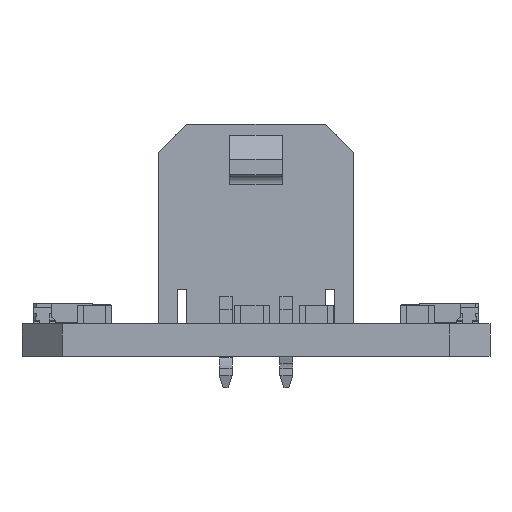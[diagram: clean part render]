
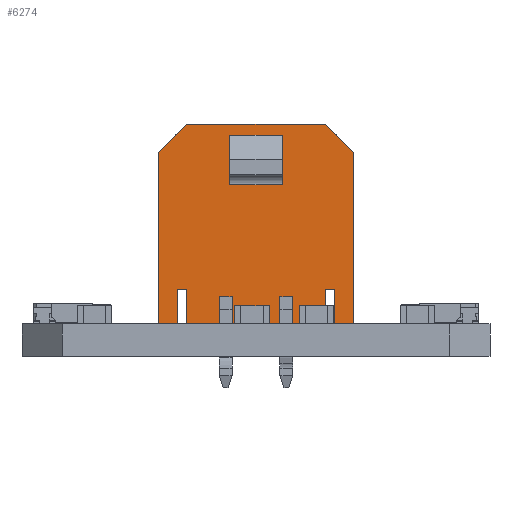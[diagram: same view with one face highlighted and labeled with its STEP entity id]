
A CAD part, front view. The second image highlights one B-rep face of the part: STEP entity #6274.
In plain terms, the highlighted planar face has unit normal (0, -1, 0).
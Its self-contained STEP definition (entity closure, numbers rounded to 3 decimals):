
#4879 = VERTEX_POINT('',#4880);
#4880 = CARTESIAN_POINT('',(3.425,-6.33,
    9.9));
#4886 = EDGE_CURVE('',#4879,#4887,#4889,.T.);
#4887 = VERTEX_POINT('',#4888);
#4888 = CARTESIAN_POINT('',(-3.425,-6.33,
    9.9));
#4889 = LINE('',#4890,#4891);
#4890 = CARTESIAN_POINT('',(3.425,-6.33,
    9.9));
#4891 = VECTOR('',#4892,1.);
#4892 = DIRECTION('',(-1.,0.,0.));
#5125 = VERTEX_POINT('',#5126);
#5126 = CARTESIAN_POINT('',(-4.825,-6.33,
    8.5));
#5132 = EDGE_CURVE('',#5133,#5125,#5135,.T.);
#5133 = VERTEX_POINT('',#5134);
#5134 = CARTESIAN_POINT('',(-4.825,-6.33,
    0.));
#5135 = LINE('',#5136,#5137);
#5136 = CARTESIAN_POINT('',(-4.825,-6.33,
    0.));
#5137 = VECTOR('',#5138,1.);
#5138 = DIRECTION('',(0.,0.,1.));
#5965 = VERTEX_POINT('',#5966);
#5966 = CARTESIAN_POINT('',(-1.82,-6.33,
    1.35));
#6015 = VERTEX_POINT('',#6016);
#6016 = CARTESIAN_POINT('',(-1.82,-6.33,
    0.));
#6022 = EDGE_CURVE('',#6015,#5965,#6023,.T.);
#6023 = LINE('',#6024,#6025);
#6024 = CARTESIAN_POINT('',(-1.82,-6.33,
    0.));
#6025 = VECTOR('',#6026,1.);
#6026 = DIRECTION('',(0.,0.,1.));
#6100 = VERTEX_POINT('',#6101);
#6101 = CARTESIAN_POINT('',(-1.18,-6.33,
    1.35));
#6116 = EDGE_CURVE('',#6100,#5965,#6117,.T.);
#6117 = LINE('',#6118,#6119);
#6118 = CARTESIAN_POINT('',(-1.18,-6.33,
    1.35));
#6119 = VECTOR('',#6120,1.);
#6120 = DIRECTION('',(-1.,0.,0.));
#6162 = EDGE_CURVE('',#6163,#6100,#6165,.T.);
#6163 = VERTEX_POINT('',#6164);
#6164 = CARTESIAN_POINT('',(-1.18,-6.33,
    0.));
#6165 = LINE('',#6166,#6167);
#6166 = CARTESIAN_POINT('',(-1.18,-6.33,
    0.));
#6167 = VECTOR('',#6168,1.);
#6168 = DIRECTION('',(0.,0.,1.));
#6274 = ADVANCED_FACE('',(#6275),#6412,.T.);
#6275 = FACE_BOUND('',#6276,.F.);
#6276 = EDGE_LOOP('',(#6277,#6287,#6295,#6301,#6302,#6303,#6304,#6312,
    #6320,#6328,#6336,#6342,#6343,#6349,#6350,#6358,#6366,#6374,#6382,
    #6390,#6398,#6406));
#6277 = ORIENTED_EDGE('',*,*,#6278,.T.);
#6278 = EDGE_CURVE('',#6279,#6281,#6283,.T.);
#6279 = VERTEX_POINT('',#6280);
#6280 = CARTESIAN_POINT('',(1.82,-6.33,
    1.35));
#6281 = VERTEX_POINT('',#6282);
#6282 = CARTESIAN_POINT('',(1.18,-6.33,
    1.35));
#6283 = LINE('',#6284,#6285);
#6284 = CARTESIAN_POINT('',(1.82,-6.33,
    1.35));
#6285 = VECTOR('',#6286,1.);
#6286 = DIRECTION('',(-1.,0.,0.));
#6287 = ORIENTED_EDGE('',*,*,#6288,.F.);
#6288 = EDGE_CURVE('',#6289,#6281,#6291,.T.);
#6289 = VERTEX_POINT('',#6290);
#6290 = CARTESIAN_POINT('',(1.18,-6.33,
    0.));
#6291 = LINE('',#6292,#6293);
#6292 = CARTESIAN_POINT('',(1.18,-6.33,
    0.));
#6293 = VECTOR('',#6294,1.);
#6294 = DIRECTION('',(0.,0.,1.));
#6295 = ORIENTED_EDGE('',*,*,#6296,.T.);
#6296 = EDGE_CURVE('',#6289,#6163,#6297,.T.);
#6297 = LINE('',#6298,#6299);
#6298 = CARTESIAN_POINT('',(1.18,-6.33,
    0.));
#6299 = VECTOR('',#6300,1.);
#6300 = DIRECTION('',(-1.,0.,0.));
#6301 = ORIENTED_EDGE('',*,*,#6162,.T.);
#6302 = ORIENTED_EDGE('',*,*,#6116,.T.);
#6303 = ORIENTED_EDGE('',*,*,#6022,.F.);
#6304 = ORIENTED_EDGE('',*,*,#6305,.T.);
#6305 = EDGE_CURVE('',#6015,#6306,#6308,.T.);
#6306 = VERTEX_POINT('',#6307);
#6307 = CARTESIAN_POINT('',(-3.44,-6.33,
    0.));
#6308 = LINE('',#6309,#6310);
#6309 = CARTESIAN_POINT('',(-1.82,-6.33,
    0.));
#6310 = VECTOR('',#6311,1.);
#6311 = DIRECTION('',(-1.,0.,0.));
#6312 = ORIENTED_EDGE('',*,*,#6313,.T.);
#6313 = EDGE_CURVE('',#6306,#6314,#6316,.T.);
#6314 = VERTEX_POINT('',#6315);
#6315 = CARTESIAN_POINT('',(-3.44,-6.33,
    1.7));
#6316 = LINE('',#6317,#6318);
#6317 = CARTESIAN_POINT('',(-3.44,-6.33,
    0.));
#6318 = VECTOR('',#6319,1.);
#6319 = DIRECTION('',(0.,0.,1.));
#6320 = ORIENTED_EDGE('',*,*,#6321,.T.);
#6321 = EDGE_CURVE('',#6314,#6322,#6324,.T.);
#6322 = VERTEX_POINT('',#6323);
#6323 = CARTESIAN_POINT('',(-3.89,-6.33,
    1.7));
#6324 = LINE('',#6325,#6326);
#6325 = CARTESIAN_POINT('',(-3.44,-6.33,
    1.7));
#6326 = VECTOR('',#6327,1.);
#6327 = DIRECTION('',(-1.,0.,0.));
#6328 = ORIENTED_EDGE('',*,*,#6329,.F.);
#6329 = EDGE_CURVE('',#6330,#6322,#6332,.T.);
#6330 = VERTEX_POINT('',#6331);
#6331 = CARTESIAN_POINT('',(-3.89,-6.33,
    0.));
#6332 = LINE('',#6333,#6334);
#6333 = CARTESIAN_POINT('',(-3.89,-6.33,
    0.));
#6334 = VECTOR('',#6335,1.);
#6335 = DIRECTION('',(0.,0.,1.));
#6336 = ORIENTED_EDGE('',*,*,#6337,.T.);
#6337 = EDGE_CURVE('',#6330,#5133,#6338,.T.);
#6338 = LINE('',#6339,#6340);
#6339 = CARTESIAN_POINT('',(-3.89,-6.33,
    0.));
#6340 = VECTOR('',#6341,1.);
#6341 = DIRECTION('',(-1.,0.,0.));
#6342 = ORIENTED_EDGE('',*,*,#5132,.T.);
#6343 = ORIENTED_EDGE('',*,*,#6344,.F.);
#6344 = EDGE_CURVE('',#4887,#5125,#6345,.T.);
#6345 = LINE('',#6346,#6347);
#6346 = CARTESIAN_POINT('',(-3.425,-6.33,
    9.9));
#6347 = VECTOR('',#6348,1.);
#6348 = DIRECTION('',(-0.707,0.,
    -0.707));
#6349 = ORIENTED_EDGE('',*,*,#4886,.F.);
#6350 = ORIENTED_EDGE('',*,*,#6351,.F.);
#6351 = EDGE_CURVE('',#6352,#4879,#6354,.T.);
#6352 = VERTEX_POINT('',#6353);
#6353 = CARTESIAN_POINT('',(4.825,-6.33,
    8.5));
#6354 = LINE('',#6355,#6356);
#6355 = CARTESIAN_POINT('',(4.825,-6.33,
    8.5));
#6356 = VECTOR('',#6357,1.);
#6357 = DIRECTION('',(-0.707,0.,0.707
    ));
#6358 = ORIENTED_EDGE('',*,*,#6359,.F.);
#6359 = EDGE_CURVE('',#6360,#6352,#6362,.T.);
#6360 = VERTEX_POINT('',#6361);
#6361 = CARTESIAN_POINT('',(4.825,-6.33,
    0.));
#6362 = LINE('',#6363,#6364);
#6363 = CARTESIAN_POINT('',(4.825,-6.33,
    0.));
#6364 = VECTOR('',#6365,1.);
#6365 = DIRECTION('',(0.,0.,1.));
#6366 = ORIENTED_EDGE('',*,*,#6367,.T.);
#6367 = EDGE_CURVE('',#6360,#6368,#6370,.T.);
#6368 = VERTEX_POINT('',#6369);
#6369 = CARTESIAN_POINT('',(3.89,-6.33,
    0.));
#6370 = LINE('',#6371,#6372);
#6371 = CARTESIAN_POINT('',(4.825,-6.33,
    0.));
#6372 = VECTOR('',#6373,1.);
#6373 = DIRECTION('',(-1.,0.,0.));
#6374 = ORIENTED_EDGE('',*,*,#6375,.T.);
#6375 = EDGE_CURVE('',#6368,#6376,#6378,.T.);
#6376 = VERTEX_POINT('',#6377);
#6377 = CARTESIAN_POINT('',(3.89,-6.33,
    1.7));
#6378 = LINE('',#6379,#6380);
#6379 = CARTESIAN_POINT('',(3.89,-6.33,
    0.));
#6380 = VECTOR('',#6381,1.);
#6381 = DIRECTION('',(0.,0.,1.));
#6382 = ORIENTED_EDGE('',*,*,#6383,.T.);
#6383 = EDGE_CURVE('',#6376,#6384,#6386,.T.);
#6384 = VERTEX_POINT('',#6385);
#6385 = CARTESIAN_POINT('',(3.44,-6.33,
    1.7));
#6386 = LINE('',#6387,#6388);
#6387 = CARTESIAN_POINT('',(3.89,-6.33,
    1.7));
#6388 = VECTOR('',#6389,1.);
#6389 = DIRECTION('',(-1.,0.,0.));
#6390 = ORIENTED_EDGE('',*,*,#6391,.F.);
#6391 = EDGE_CURVE('',#6392,#6384,#6394,.T.);
#6392 = VERTEX_POINT('',#6393);
#6393 = CARTESIAN_POINT('',(3.44,-6.33,
    0.));
#6394 = LINE('',#6395,#6396);
#6395 = CARTESIAN_POINT('',(3.44,-6.33,
    0.));
#6396 = VECTOR('',#6397,1.);
#6397 = DIRECTION('',(0.,0.,1.));
#6398 = ORIENTED_EDGE('',*,*,#6399,.T.);
#6399 = EDGE_CURVE('',#6392,#6400,#6402,.T.);
#6400 = VERTEX_POINT('',#6401);
#6401 = CARTESIAN_POINT('',(1.82,-6.33,
    0.));
#6402 = LINE('',#6403,#6404);
#6403 = CARTESIAN_POINT('',(3.44,-6.33,
    0.));
#6404 = VECTOR('',#6405,1.);
#6405 = DIRECTION('',(-1.,0.,0.));
#6406 = ORIENTED_EDGE('',*,*,#6407,.T.);
#6407 = EDGE_CURVE('',#6400,#6279,#6408,.T.);
#6408 = LINE('',#6409,#6410);
#6409 = CARTESIAN_POINT('',(1.82,-6.33,
    0.));
#6410 = VECTOR('',#6411,1.);
#6411 = DIRECTION('',(0.,0.,1.));
#6412 = PLANE('',#6413);
#6413 = AXIS2_PLACEMENT_3D('',#6414,#6415,#6416);
#6414 = CARTESIAN_POINT('',(4.825,-6.33,
    0.));
#6415 = DIRECTION('',(0.,-1.,0.));
#6416 = DIRECTION('',(0.,0.,1.));
